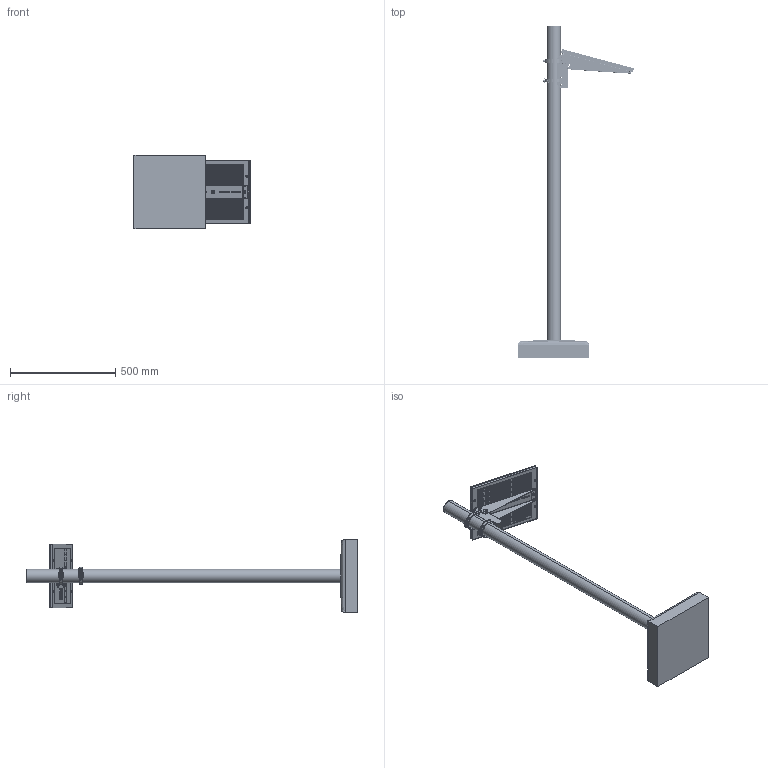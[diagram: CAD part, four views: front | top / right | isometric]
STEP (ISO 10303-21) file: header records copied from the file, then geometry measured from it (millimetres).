
FILE_DESCRIPTION(('FreeCAD Model'),'2;1');
FILE_NAME('Open CASCADE Shape Model','2025-04-30T07:15:57',('FreeCAD'),( 'FreeCAD'),'Open CASCADE STEP processor 7.6','FreeCAD','Unknown');
FILE_SCHEMA(('AUTOMOTIVE_DESIGN { 1 0 10303 214 1 1 1 1 }'));
Products named in the file (1): Open CASCADE STEP translator 7.6 1
Bounding box: 552.24 x 1580 x 350 mm (x, y, z)
Surface area: 1898818.1 mm2 (no closed solid volume)
Topology: 0 solids, 5042 shells, 5042 faces, 46682 edges, 46551 vertices
Faces by surface type: bspline 3789, revolution 1253
Entity records: 484565 total; most frequent: CARTESIAN_POINT 215847, ORIENTED_EDGE 46562, EDGE_CURVE 46562, VERTEX_POINT 46562, DIRECTION 26937, B_SPLINE_CURVE_WITH_KNOTS 23120, LINE 21457, VECTOR 21457
